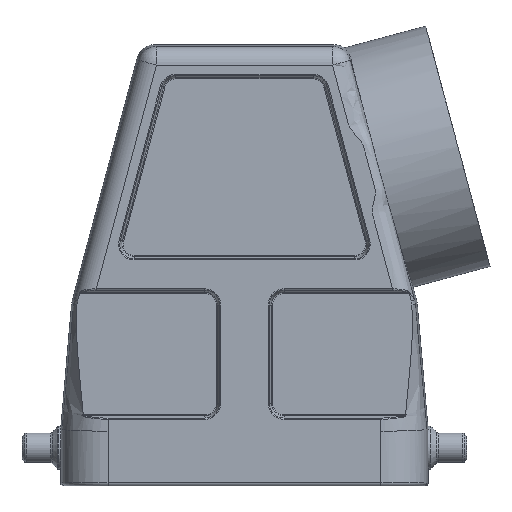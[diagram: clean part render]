
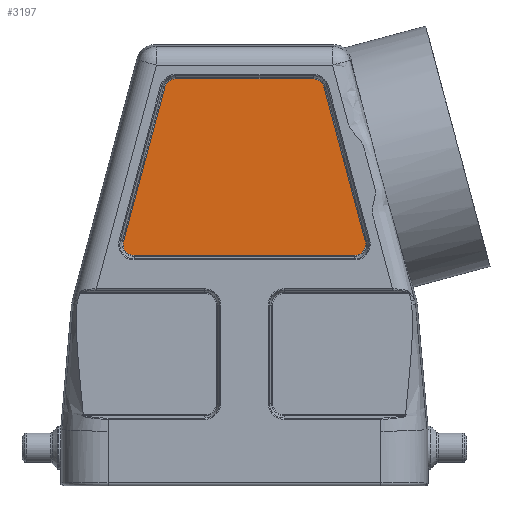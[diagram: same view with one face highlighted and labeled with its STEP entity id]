
A CAD part, front view. The second image highlights one B-rep face of the part: STEP entity #3197.
In plain terms, the highlighted planar face has unit normal (0, -1, 0).
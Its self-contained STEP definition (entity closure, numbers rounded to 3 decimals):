
#2787=FACE_OUTER_BOUND('',#3908,.T.);
#3197=ADVANCED_FACE('',(#2787),#3624,.T.);
#3624=PLANE('',#10175);
#3908=EDGE_LOOP('',(#4928,#4929,#4930,#4931,#4932,#4933,#4934,#4935));
#4480=CIRCLE('',#10171,1.805);
#4481=CIRCLE('',#10172,1.805);
#4482=CIRCLE('',#10173,1.805);
#4483=CIRCLE('',#10174,1.805);
#4928=ORIENTED_EDGE('',*,*,#7525,.T.);
#4929=ORIENTED_EDGE('',*,*,#7526,.T.);
#4930=ORIENTED_EDGE('',*,*,#7527,.T.);
#4931=ORIENTED_EDGE('',*,*,#7528,.T.);
#4932=ORIENTED_EDGE('',*,*,#7529,.T.);
#4933=ORIENTED_EDGE('',*,*,#7530,.T.);
#4934=ORIENTED_EDGE('',*,*,#7531,.T.);
#4935=ORIENTED_EDGE('',*,*,#7532,.T.);
#6899=VERTEX_POINT('',#15075);
#6900=VERTEX_POINT('',#15076);
#6901=VERTEX_POINT('',#15078);
#6902=VERTEX_POINT('',#15080);
#6903=VERTEX_POINT('',#15082);
#6904=VERTEX_POINT('',#15084);
#6905=VERTEX_POINT('',#15086);
#6906=VERTEX_POINT('',#15088);
#7525=EDGE_CURVE('',#6899,#6900,#8449,.T.);
#7526=EDGE_CURVE('',#6900,#6901,#4480,.T.);
#7527=EDGE_CURVE('',#6901,#6902,#8450,.T.);
#7528=EDGE_CURVE('',#6902,#6903,#4481,.T.);
#7529=EDGE_CURVE('',#6903,#6904,#8451,.T.);
#7530=EDGE_CURVE('',#6904,#6905,#4482,.T.);
#7531=EDGE_CURVE('',#6905,#6906,#8452,.T.);
#7532=EDGE_CURVE('',#6906,#6899,#4483,.T.);
#8449=LINE('',#15074,#8943);
#8450=LINE('',#15079,#8944);
#8451=LINE('',#15083,#8945);
#8452=LINE('',#15087,#8946);
#8943=VECTOR('',#11079,1.);
#8944=VECTOR('',#11082,1.);
#8945=VECTOR('',#11085,1.);
#8946=VECTOR('',#11088,1.);
#10171=AXIS2_PLACEMENT_3D('',#15077,#11080,#11081);
#10172=AXIS2_PLACEMENT_3D('',#15081,#11083,#11084);
#10173=AXIS2_PLACEMENT_3D('',#15085,#11086,#11087);
#10174=AXIS2_PLACEMENT_3D('',#15089,#11089,#11090);
#10175=AXIS2_PLACEMENT_3D('',#15090,#11091,#11092);
#11079=DIRECTION('',(-0.259,0.,-0.966));
#11080=DIRECTION('',(0.,-1.,0.));
#11081=DIRECTION('',(0.,0.,-1.));
#11082=DIRECTION('',(1.,0.,0.));
#11083=DIRECTION('',(0.,-1.,0.));
#11084=DIRECTION('',(0.,0.,-1.));
#11085=DIRECTION('',(-0.259,0.,0.966));
#11086=DIRECTION('',(0.,-1.,0.));
#11087=DIRECTION('',(0.,0.,-1.));
#11088=DIRECTION('',(-1.,0.,0.));
#11089=DIRECTION('',(0.,-1.,0.));
#11090=DIRECTION('',(0.,0.,-1.));
#11091=DIRECTION('',(0.,-1.,0.));
#11092=DIRECTION('',(0.,0.,-1.));
#15074=CARTESIAN_POINT('',(-19.74,-20.25,30.717));
#15075=CARTESIAN_POINT('',(-12.987,-20.25,55.917));
#15076=CARTESIAN_POINT('',(-19.74,-20.25,30.717));
#15077=CARTESIAN_POINT('',(-17.996,-20.25,30.25));
#15078=CARTESIAN_POINT('',(-17.996,-20.25,28.445));
#15079=CARTESIAN_POINT('',(-17.996,-20.25,28.445));
#15080=CARTESIAN_POINT('',(17.996,-20.25,28.445));
#15081=CARTESIAN_POINT('',(17.996,-20.25,30.25));
#15082=CARTESIAN_POINT('',(19.74,-20.25,30.717));
#15083=CARTESIAN_POINT('',(17.329,-20.25,39.715));
#15084=CARTESIAN_POINT('',(12.987,-20.25,55.917));
#15085=CARTESIAN_POINT('',(11.244,-20.25,55.45));
#15086=CARTESIAN_POINT('',(11.244,-20.25,57.255));
#15087=CARTESIAN_POINT('',(-17.996,-20.25,57.255));
#15088=CARTESIAN_POINT('',(-11.244,-20.25,57.255));
#15089=CARTESIAN_POINT('',(-11.244,-20.25,55.45));
#15090=CARTESIAN_POINT('',(-17.996,-20.25,30.25));
